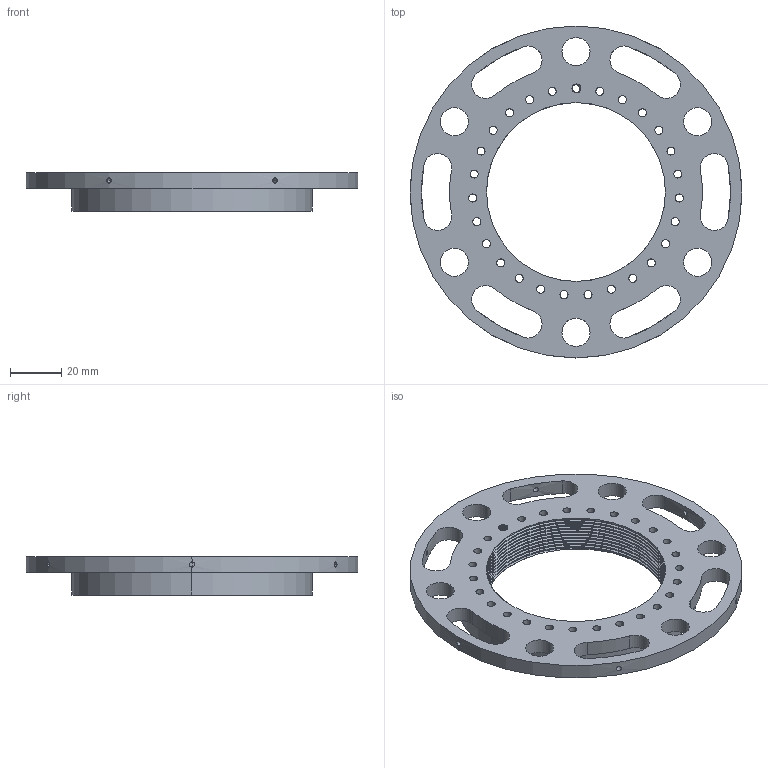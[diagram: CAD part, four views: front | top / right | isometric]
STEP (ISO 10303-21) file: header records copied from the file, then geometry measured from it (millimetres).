
FILE_DESCRIPTION (( 'STEP AP203' ), '1' );
FILE_NAME ('Nut.STEP', '2023-02-03T04:51:34', ( '' ), ( '' ), 'SwSTEP 2.0', 'SolidWorks 2021', '' );
FILE_SCHEMA (( 'CONFIG_CONTROL_DESIGN' ));
Length unit declared in the file: millimetre
Products named in the file (1): Nut
Bounding box: 130 x 130 x 15 mm (x, y, z)
Volume: 65630 mm3; surface area: 31957 mm2
Topology: 1 solids, 1 shells, 188 faces, 551 edges, 363 vertices
Faces by surface type: cylinder 177, bspline 6, plane 5
Entity records: 10744 total; most frequent: CARTESIAN_POINT 5764, ORIENTED_EDGE 1102, DIRECTION 962, EDGE_CURVE 551, AXIS2_PLACEMENT_3D 390, VERTEX_POINT 363, EDGE_LOOP 278, CIRCLE 207
